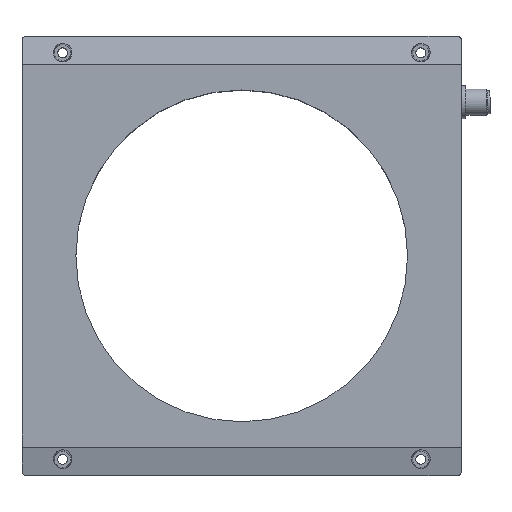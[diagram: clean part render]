
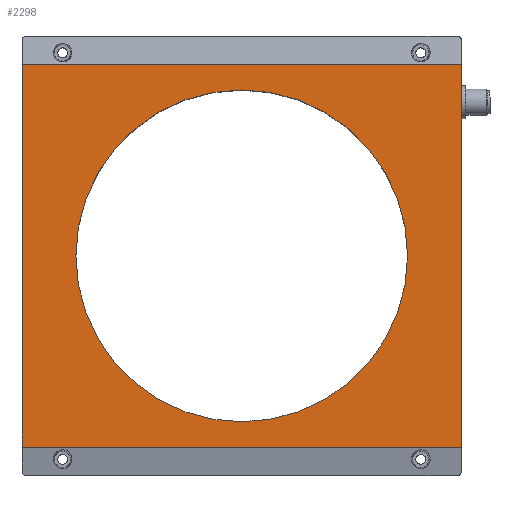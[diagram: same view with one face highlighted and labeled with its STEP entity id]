
A CAD part, top view. The second image highlights one B-rep face of the part: STEP entity #2298.
In plain terms, the highlighted planar face has unit normal (0, 0, 1).
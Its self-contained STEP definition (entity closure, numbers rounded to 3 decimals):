
#1363=CARTESIAN_POINT('',(200.,187.0,71.0));
#1364=VERTEX_POINT('',#1363);
#1371=CARTESIAN_POINT('',(200.0,13.,71.0));
#1372=VERTEX_POINT('',#1371);
#1373=CARTESIAN_POINT('',(200.,187.0,71.0));
#1374=DIRECTION('',(0.0,-1.0,0.0));
#1375=VECTOR('',#1374,174.);
#1376=LINE('',#1373,#1375);
#1377=EDGE_CURVE('',#1364,#1372,#1376,.T.);
#1821=CARTESIAN_POINT('',(175.5,100.0,71.0));
#1822=VERTEX_POINT('',#1821);
#1823=CARTESIAN_POINT('',(100.0,100.,71.0));
#1824=DIRECTION('',(0.0,0.0,-1.0));
#1825=DIRECTION('',(-1.0,0.0,0.0));
#1826=AXIS2_PLACEMENT_3D('',#1823,#1824,#1825);
#1827=CIRCLE('',#1826,75.5);
#1828=EDGE_CURVE('',#1822,#1822,#1827,.T.);
#1855=CARTESIAN_POINT('',(0.,13.,71.0));
#1856=VERTEX_POINT('',#1855);
#1863=CARTESIAN_POINT('',(0.,187.0,71.0));
#1864=VERTEX_POINT('',#1863);
#1865=CARTESIAN_POINT('',(0.,13.,71.0));
#1866=DIRECTION('',(0.0,1.0,0.0));
#1867=VECTOR('',#1866,174.);
#1868=LINE('',#1865,#1867);
#1869=EDGE_CURVE('',#1856,#1864,#1868,.T.);
#2257=CARTESIAN_POINT('',(0.,13.,71.0));
#2258=DIRECTION('',(1.0,0.0,0.0));
#2259=VECTOR('',#2258,200.0);
#2260=LINE('',#2257,#2259);
#2261=EDGE_CURVE('',#1856,#1372,#2260,.T.);
#2274=CARTESIAN_POINT('',(200.,187.0,71.0));
#2275=DIRECTION('',(-1.0,0.0,0.0));
#2276=VECTOR('',#2275,200.);
#2277=LINE('',#2274,#2276);
#2278=EDGE_CURVE('',#1364,#1864,#2277,.T.);
#2284=CARTESIAN_POINT('',(100.0,100.,71.0));
#2285=DIRECTION('',(0.0,0.0,1.0));
#2286=DIRECTION('',(1.0,0.0,0.0));
#2287=AXIS2_PLACEMENT_3D('',#2284,#2285,#2286);
#2288=PLANE('',#2287);
#2289=ORIENTED_EDGE('',*,*,#2261,.T.);
#2290=ORIENTED_EDGE('',*,*,#1377,.F.);
#2291=ORIENTED_EDGE('',*,*,#2278,.T.);
#2292=ORIENTED_EDGE('',*,*,#1869,.F.);
#2293=EDGE_LOOP('',(#2289,#2290,#2291,#2292));
#2294=FACE_OUTER_BOUND('',#2293,.T.);
#2295=ORIENTED_EDGE('',*,*,#1828,.T.);
#2296=EDGE_LOOP('',(#2295));
#2297=FACE_BOUND('',#2296,.T.);
#2298=ADVANCED_FACE('',(#2294,#2297),#2288,.T.);
